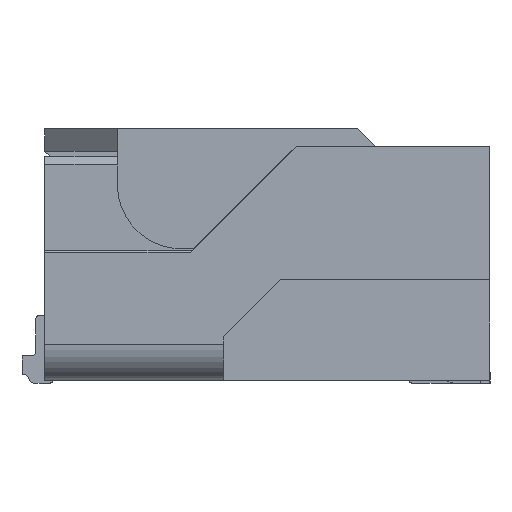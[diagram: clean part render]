
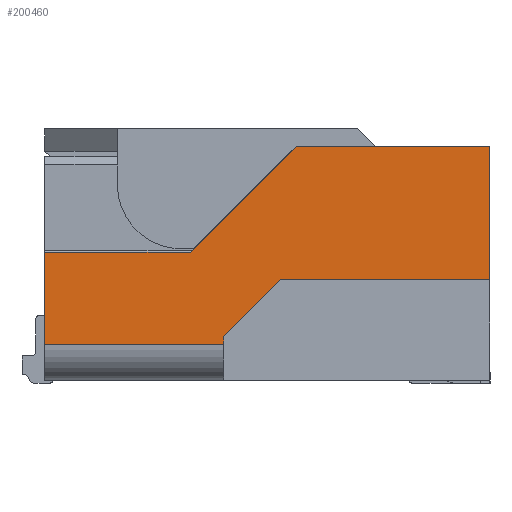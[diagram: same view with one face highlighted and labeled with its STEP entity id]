
A CAD part, left-side view. The second image highlights one B-rep face of the part: STEP entity #200460.
In plain terms, the highlighted face is planar.
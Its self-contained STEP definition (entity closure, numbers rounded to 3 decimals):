
#29110=CARTESIAN_POINT('',(-3.645,-6.55,
-2.273));
#29120=VERTEX_POINT('',#29110);
#29150=CARTESIAN_POINT('',(-3.645,-6.55,
0.));
#29160=DIRECTION('',(0.,0.,1.));
#29170=VECTOR('',#29160,1.);
#29180=LINE('',#29150,#29170);
#29190=CARTESIAN_POINT('',(-3.645,-6.55,
-3.283));
#29200=VERTEX_POINT('',#29190);
#29210=EDGE_CURVE('',#29200,#29120,#29180,.T.);
#46580=CARTESIAN_POINT('',(-3.645,-1.65,
-1.103));
#46590=VERTEX_POINT('',#46580);
#46620=CARTESIAN_POINT('',(-3.645,0.,
-1.103));
#46630=DIRECTION('',(0.,-1.,0.));
#46640=VECTOR('',#46630,1.);
#46650=LINE('',#46620,#46640);
#46660=CARTESIAN_POINT('',(-3.645,-3.78,
-1.103));
#46670=VERTEX_POINT('',#46660);
#46680=EDGE_CURVE('',#46590,#46670,#46650,.T.);
#199400=CARTESIAN_POINT('',(-3.645,-4.95,
-2.273));
#199410=VERTEX_POINT('',#199400);
#199440=CARTESIAN_POINT('',(-3.645,0.,
-2.273));
#199450=DIRECTION('',(0.,-1.,0.));
#199460=VECTOR('',#199450,1.);
#199470=LINE('',#199440,#199460);
#199480=EDGE_CURVE('',#199410,#29120,#199470,.T.);
#199920=CARTESIAN_POINT('',(-3.645,-0.462,
1.79));
#199930=DIRECTION('',(1.,0.,0.));
#199940=DIRECTION('',(0.,0.,-1.));
#199950=AXIS2_PLACEMENT_3D('',#199920,#199930,#199940);
#199960=PLANE('',#199950);
#199970=CARTESIAN_POINT('',(-3.645,0.,
-3.283));
#199980=DIRECTION('',(0.,1.,0.));
#199990=VECTOR('',#199980,1.);
#200000=LINE('',#199970,#199990);
#200010=CARTESIAN_POINT('',(-3.645,-4.58,
-3.283));
#200020=VERTEX_POINT('',#200010);
#200030=EDGE_CURVE('',#29200,#200020,#200000,.T.);
#200040=ORIENTED_EDGE('',*,*,#200030,.T.);
#200050=ORIENTED_EDGE('',*,*,#29210,.F.);
#200060=ORIENTED_EDGE('',*,*,#199480,.T.);
#200070=CARTESIAN_POINT('',(-3.645,0.,
2.677));
#200080=DIRECTION('',(0.,0.707,
0.707));
#200090=VECTOR('',#200080,1.);
#200100=LINE('',#200070,#200090);
#200110=EDGE_CURVE('',#199410,#46670,#200100,.T.);
#200120=ORIENTED_EDGE('',*,*,#200110,.F.);
#200130=ORIENTED_EDGE('',*,*,#46680,.T.);
#200140=CARTESIAN_POINT('',(-3.645,-1.65,
0.));
#200150=DIRECTION('',(0.,0.,1.));
#200160=VECTOR('',#200150,1.);
#200170=LINE('',#200140,#200160);
#200180=CARTESIAN_POINT('',(-3.645,-1.65,
-2.573));
#200190=VERTEX_POINT('',#200180);
#200200=EDGE_CURVE('',#200190,#46590,#200170,.T.);
#200210=ORIENTED_EDGE('',*,*,#200200,.T.);
#200220=CARTESIAN_POINT('',(-3.645,0.,
-2.573));
#200230=DIRECTION('',(0.,1.,0.));
#200240=VECTOR('',#200230,1.);
#200250=LINE('',#200220,#200240);
#200260=CARTESIAN_POINT('',(-3.645,-3.95,
-2.573));
#200270=VERTEX_POINT('',#200260);
#200280=EDGE_CURVE('',#200270,#200190,#200250,.T.);
#200290=ORIENTED_EDGE('',*,*,#200280,.T.);
#200300=CARTESIAN_POINT('',(-3.645,-1.377,
0.));
#200310=DIRECTION('',(0.,0.707,
0.707));
#200320=VECTOR('',#200310,1.);
#200330=LINE('',#200300,#200320);
#200340=CARTESIAN_POINT('',(-3.645,-4.58,
-3.203));
#200350=VERTEX_POINT('',#200340);
#200360=EDGE_CURVE('',#200350,#200270,#200330,.T.);
#200370=ORIENTED_EDGE('',*,*,#200360,.T.);
#200380=CARTESIAN_POINT('',(-3.645,-4.58,
0.));
#200390=DIRECTION('',(0.,0.,1.));
#200400=VECTOR('',#200390,1.);
#200410=LINE('',#200380,#200400);
#200420=EDGE_CURVE('',#200020,#200350,#200410,.T.);
#200430=ORIENTED_EDGE('',*,*,#200420,.T.);
#200440=EDGE_LOOP('',(#200430,#200370,#200290,#200210,#200130,#200120,
#200060,#200050,#200040));
#200450=FACE_OUTER_BOUND('',#200440,.T.);
#200460=ADVANCED_FACE('',(#200450),#199960,.T.);
